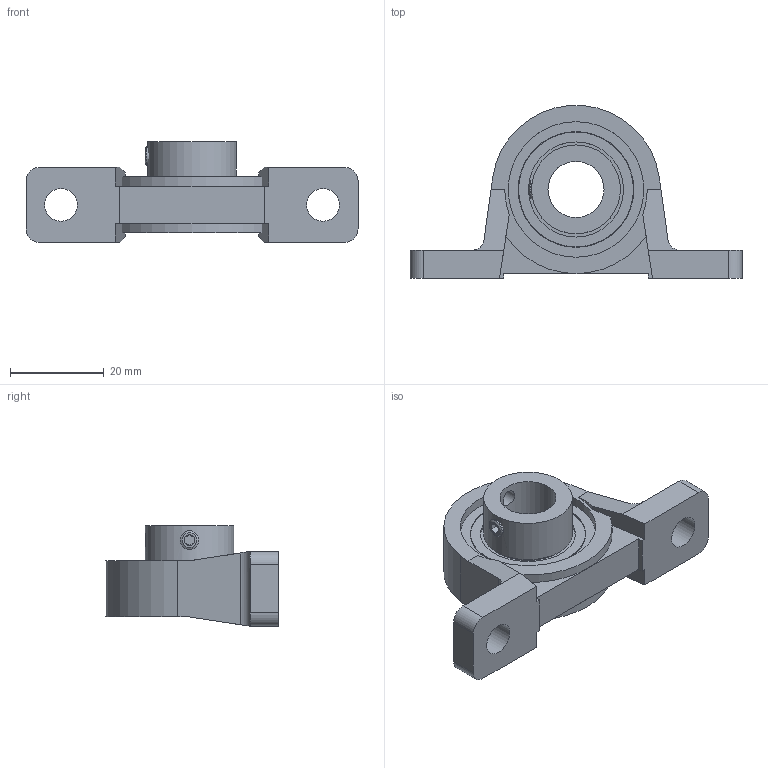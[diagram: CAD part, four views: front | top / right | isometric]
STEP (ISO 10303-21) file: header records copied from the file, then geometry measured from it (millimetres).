
FILE_DESCRIPTION(/* description */ ('STEP AP214'),/* implementation_level */ '2;1');
FILE_NAME(/* name */ 'PBRSX12',/* time_stamp */ '2023-10-02T14:39:03+02:00',/* author */ ('License CC BY-ND 4.0'),/* organization */ ('CADENAS'),/* preprocessor_version */ 'ST-DEVELOPER v19.3',/* originating_system */ 'PARTsolutions',/* authorisation */ ' ');
FILE_SCHEMA (('AUTOMOTIVE_DESIGN {1 0 10303 214 3 1 1}'));
Length unit declared in the file: millimetre
Products named in the file (3): PBRSX12; Hexagon socket set screw with flat point DIN 913 - M4x4; PBRSX12x
Assembly tree (2 placements, depth 2):
  PBRSX12
    Hexagon socket set screw with flat point DIN 913 - M4x4
    PBRSX12x
Bounding box: 71 x 36.94 x 21.5 mm (x, y, z)
Volume: 15172.1 mm3; surface area: 7437.5 mm2
Topology: 2 solids, 2 shells, 84 faces, 197 edges, 124 vertices
Faces by surface type: plane 46, cylinder 24, cone 11, torus 3
Full cylindrical faces by diameter (mm): 3.242 x1, 3.5 x1, 4 x1, 7 x2, 12 x1, 17.667 x1, 19 x1, 20.333 x1, 29 x2
Entity records: 2848 total; most frequent: CARTESIAN_POINT 447, DIRECTION 398, ORIENTED_EDGE 348, EDGE_CURVE 174, AXIS2_PLACEMENT_3D 150, VERTEX_POINT 120, EDGE_LOOP 120, FACE_BOUND 120
